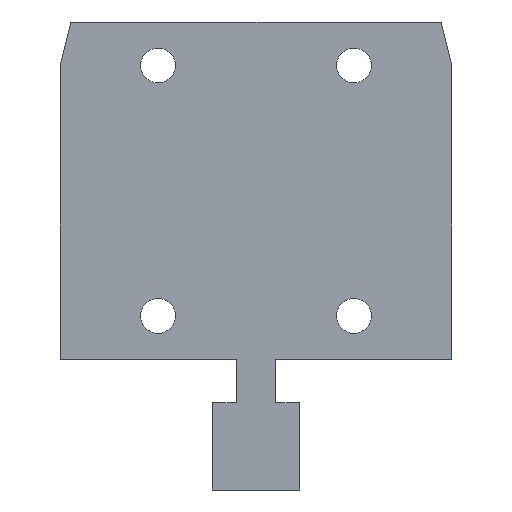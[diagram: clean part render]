
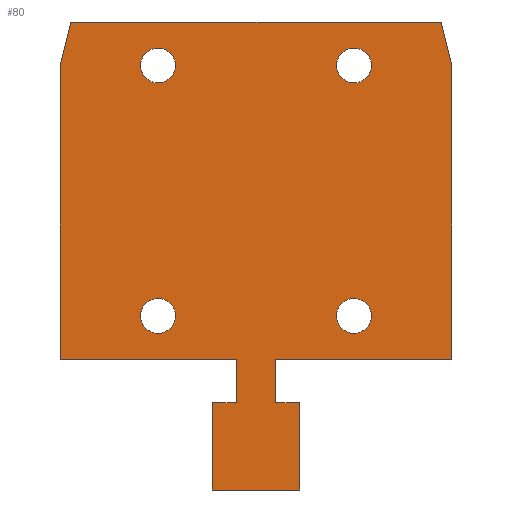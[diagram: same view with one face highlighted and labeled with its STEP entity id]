
A CAD part, front view. The second image highlights one B-rep face of the part: STEP entity #80.
In plain terms, the highlighted planar face has unit normal (0, -1, 0).
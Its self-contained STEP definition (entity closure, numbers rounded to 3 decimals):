
#48=PLANE('',#562);
#54=FACE_BOUND('',#154,.T.);
#55=FACE_BOUND('',#155,.T.);
#56=FACE_BOUND('',#156,.T.);
#57=FACE_BOUND('',#157,.T.);
#58=FACE_BOUND('',#158,.T.);
#80=ADVANCED_FACE('',(#54,#55,#56,#57,#58),#48,.T.);
#154=EDGE_LOOP('',(#279,#280));
#155=EDGE_LOOP('',(#281,#282));
#156=EDGE_LOOP('',(#283,#284));
#157=EDGE_LOOP('',(#285,#286));
#158=EDGE_LOOP('',(#287,#288,#289,#290,#291,#292,#293,#294,#295,#296,#297,
#298,#299,#300));
#162=CIRCLE('',#532,0.8);
#163=CIRCLE('',#533,0.8);
#166=CIRCLE('',#536,0.8);
#167=CIRCLE('',#537,0.8);
#170=CIRCLE('',#540,0.8);
#171=CIRCLE('',#541,0.8);
#175=CIRCLE('',#560,0.8);
#176=CIRCLE('',#561,0.8);
#279=ORIENTED_EDGE('',*,*,#356,.T.);
#280=ORIENTED_EDGE('',*,*,#357,.T.);
#281=ORIENTED_EDGE('',*,*,#415,.T.);
#282=ORIENTED_EDGE('',*,*,#416,.T.);
#283=ORIENTED_EDGE('',*,*,#362,.F.);
#284=ORIENTED_EDGE('',*,*,#363,.T.);
#285=ORIENTED_EDGE('',*,*,#368,.T.);
#286=ORIENTED_EDGE('',*,*,#369,.T.);
#287=ORIENTED_EDGE('',*,*,#414,.T.);
#288=ORIENTED_EDGE('',*,*,#387,.T.);
#289=ORIENTED_EDGE('',*,*,#390,.T.);
#290=ORIENTED_EDGE('',*,*,#392,.T.);
#291=ORIENTED_EDGE('',*,*,#394,.T.);
#292=ORIENTED_EDGE('',*,*,#396,.T.);
#293=ORIENTED_EDGE('',*,*,#398,.T.);
#294=ORIENTED_EDGE('',*,*,#400,.T.);
#295=ORIENTED_EDGE('',*,*,#402,.T.);
#296=ORIENTED_EDGE('',*,*,#404,.T.);
#297=ORIENTED_EDGE('',*,*,#406,.T.);
#298=ORIENTED_EDGE('',*,*,#408,.T.);
#299=ORIENTED_EDGE('',*,*,#410,.T.);
#300=ORIENTED_EDGE('',*,*,#412,.T.);
#309=VERTEX_POINT('',#690);
#312=VERTEX_POINT('',#695);
#313=VERTEX_POINT('',#706);
#316=VERTEX_POINT('',#711);
#317=VERTEX_POINT('',#722);
#320=VERTEX_POINT('',#727);
#337=VERTEX_POINT('',#771);
#338=VERTEX_POINT('',#772);
#339=VERTEX_POINT('',#777);
#340=VERTEX_POINT('',#781);
#341=VERTEX_POINT('',#785);
#342=VERTEX_POINT('',#789);
#343=VERTEX_POINT('',#793);
#344=VERTEX_POINT('',#797);
#345=VERTEX_POINT('',#801);
#346=VERTEX_POINT('',#805);
#347=VERTEX_POINT('',#809);
#348=VERTEX_POINT('',#813);
#349=VERTEX_POINT('',#817);
#350=VERTEX_POINT('',#821);
#351=VERTEX_POINT('',#827);
#352=VERTEX_POINT('',#828);
#356=EDGE_CURVE('',#309,#312,#162,.T.);
#357=EDGE_CURVE('',#312,#309,#163,.T.);
#362=EDGE_CURVE('',#316,#313,#166,.T.);
#363=EDGE_CURVE('',#316,#313,#167,.T.);
#368=EDGE_CURVE('',#317,#320,#170,.T.);
#369=EDGE_CURVE('',#320,#317,#171,.T.);
#387=EDGE_CURVE('',#337,#338,#439,.T.);
#390=EDGE_CURVE('',#338,#339,#442,.T.);
#392=EDGE_CURVE('',#339,#340,#444,.T.);
#394=EDGE_CURVE('',#340,#341,#446,.T.);
#396=EDGE_CURVE('',#341,#342,#448,.T.);
#398=EDGE_CURVE('',#342,#343,#450,.T.);
#400=EDGE_CURVE('',#343,#344,#452,.T.);
#402=EDGE_CURVE('',#344,#345,#454,.T.);
#404=EDGE_CURVE('',#345,#346,#456,.T.);
#406=EDGE_CURVE('',#346,#347,#458,.T.);
#408=EDGE_CURVE('',#347,#348,#460,.T.);
#410=EDGE_CURVE('',#348,#349,#462,.T.);
#412=EDGE_CURVE('',#349,#350,#464,.T.);
#414=EDGE_CURVE('',#350,#337,#466,.T.);
#415=EDGE_CURVE('',#351,#352,#175,.T.);
#416=EDGE_CURVE('',#352,#351,#176,.T.);
#439=LINE('',#770,#489);
#442=LINE('',#776,#492);
#444=LINE('',#780,#494);
#446=LINE('',#784,#496);
#448=LINE('',#788,#498);
#450=LINE('',#792,#500);
#452=LINE('',#796,#502);
#454=LINE('',#800,#504);
#456=LINE('',#804,#506);
#458=LINE('',#808,#508);
#460=LINE('',#812,#510);
#462=LINE('',#816,#512);
#464=LINE('',#820,#514);
#466=LINE('',#824,#516);
#489=VECTOR('',#621,1.);
#492=VECTOR('',#626,1.);
#494=VECTOR('',#630,1.);
#496=VECTOR('',#634,1.);
#498=VECTOR('',#638,1.);
#500=VECTOR('',#642,1.);
#502=VECTOR('',#646,1.);
#504=VECTOR('',#650,1.);
#506=VECTOR('',#654,1.);
#508=VECTOR('',#658,1.);
#510=VECTOR('',#662,1.);
#512=VECTOR('',#666,1.);
#514=VECTOR('',#670,1.);
#516=VECTOR('',#674,1.);
#532=AXIS2_PLACEMENT_3D('',#696,#569,#570);
#533=AXIS2_PLACEMENT_3D('',#700,#572,#573);
#536=AXIS2_PLACEMENT_3D('',#712,#581,#582);
#537=AXIS2_PLACEMENT_3D('',#716,#584,#585);
#540=AXIS2_PLACEMENT_3D('',#728,#593,#594);
#541=AXIS2_PLACEMENT_3D('',#732,#596,#597);
#560=AXIS2_PLACEMENT_3D('',#826,#677,#678);
#561=AXIS2_PLACEMENT_3D('',#829,#679,#680);
#562=AXIS2_PLACEMENT_3D('',#830,#681,#682);
#569=DIRECTION('',(0.,1.,0.));
#570=DIRECTION('',(0.,0.,-1.));
#572=DIRECTION('',(0.,1.,0.));
#573=DIRECTION('',(0.,0.,1.));
#581=DIRECTION('',(0.,-1.,0.));
#582=DIRECTION('',(0.,0.,1.));
#584=DIRECTION('',(0.,1.,0.));
#585=DIRECTION('',(0.,0.,1.));
#593=DIRECTION('',(0.,1.,0.));
#594=DIRECTION('',(0.,0.,-1.));
#596=DIRECTION('',(0.,1.,0.));
#597=DIRECTION('',(0.,0.,1.));
#621=DIRECTION('',(0.,0.,1.));
#626=DIRECTION('',(1.,0.,0.));
#630=DIRECTION('',(0.,0.,1.));
#634=DIRECTION('',(-0.243,0.,0.97));
#638=DIRECTION('',(-1.,0.,0.));
#642=DIRECTION('',(-0.243,0.,-0.97));
#646=DIRECTION('',(0.,0.,-1.));
#650=DIRECTION('',(1.,0.,0.));
#654=DIRECTION('',(0.,0.,-1.));
#658=DIRECTION('',(-1.,0.,0.));
#662=DIRECTION('',(0.,0.,-1.));
#666=DIRECTION('',(1.,0.,0.));
#670=DIRECTION('',(0.,0.,1.));
#674=DIRECTION('',(-1.,0.,0.));
#677=DIRECTION('',(0.,1.,0.));
#678=DIRECTION('',(0.,0.,-1.));
#679=DIRECTION('',(0.,1.,0.));
#680=DIRECTION('',(0.,0.,1.));
#681=DIRECTION('',(0.,-1.,0.));
#682=DIRECTION('',(0.,0.,-1.));
#690=CARTESIAN_POINT('',(4.5,-0.5,-6.8));
#695=CARTESIAN_POINT('',(4.5,-0.5,-5.2));
#696=CARTESIAN_POINT('',(4.5,-0.5,-6.));
#700=CARTESIAN_POINT('',(4.5,-0.5,-6.));
#706=CARTESIAN_POINT('',(4.5,-0.5,4.7));
#711=CARTESIAN_POINT('',(4.5,-0.5,6.3));
#712=CARTESIAN_POINT('',(4.5,-0.5,5.5));
#716=CARTESIAN_POINT('',(4.5,-0.5,5.5));
#722=CARTESIAN_POINT('',(-4.5,-0.5,4.7));
#727=CARTESIAN_POINT('',(-4.5,-0.5,6.3));
#728=CARTESIAN_POINT('',(-4.5,-0.5,5.5));
#732=CARTESIAN_POINT('',(-4.5,-0.5,5.5));
#770=CARTESIAN_POINT('',(0.9,-0.5,-10.));
#771=CARTESIAN_POINT('',(0.9,-0.5,-10.));
#772=CARTESIAN_POINT('',(0.9,-0.5,-8.));
#776=CARTESIAN_POINT('',(0.9,-0.5,-8.));
#777=CARTESIAN_POINT('',(9.,-0.5,-8.));
#780=CARTESIAN_POINT('',(9.,-0.5,-8.));
#781=CARTESIAN_POINT('',(9.,-0.5,5.5));
#784=CARTESIAN_POINT('',(9.,-0.5,5.5));
#785=CARTESIAN_POINT('',(8.5,-0.5,7.5));
#788=CARTESIAN_POINT('',(8.5,-0.5,7.5));
#789=CARTESIAN_POINT('',(-8.5,-0.5,7.5));
#792=CARTESIAN_POINT('',(-8.5,-0.5,7.5));
#793=CARTESIAN_POINT('',(-9.,-0.5,5.5));
#796=CARTESIAN_POINT('',(-9.,-0.5,5.5));
#797=CARTESIAN_POINT('',(-9.,-0.5,-8.));
#800=CARTESIAN_POINT('',(-9.,-0.5,-8.));
#801=CARTESIAN_POINT('',(-0.9,-0.5,-8.));
#804=CARTESIAN_POINT('',(-0.9,-0.5,-8.));
#805=CARTESIAN_POINT('',(-0.9,-0.5,-10.));
#808=CARTESIAN_POINT('',(-0.9,-0.5,-10.));
#809=CARTESIAN_POINT('',(-2.,-0.5,-10.));
#812=CARTESIAN_POINT('',(-2.,-0.5,-10.));
#813=CARTESIAN_POINT('',(-2.,-0.5,-14.));
#816=CARTESIAN_POINT('',(-2.,-0.5,-14.));
#817=CARTESIAN_POINT('',(2.,-0.5,-14.));
#820=CARTESIAN_POINT('',(2.,-0.5,-14.));
#821=CARTESIAN_POINT('',(2.,-0.5,-10.));
#824=CARTESIAN_POINT('',(2.,-0.5,-10.));
#826=CARTESIAN_POINT('',(-4.5,-0.5,-6.));
#827=CARTESIAN_POINT('',(-4.5,-0.5,-6.8));
#828=CARTESIAN_POINT('',(-4.5,-0.5,-5.2));
#829=CARTESIAN_POINT('',(-4.5,-0.5,-6.));
#830=CARTESIAN_POINT('',(-9.9,-0.5,8.575));
